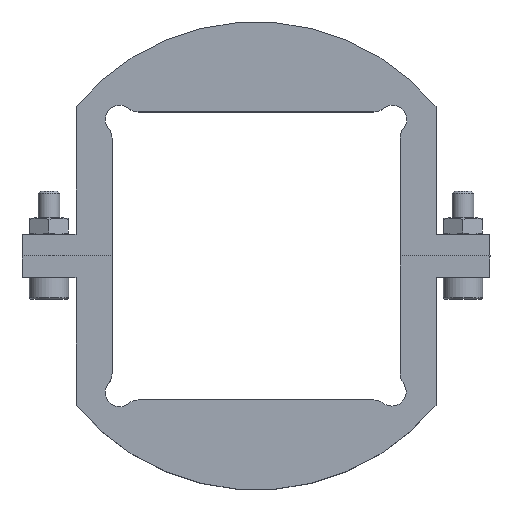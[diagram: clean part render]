
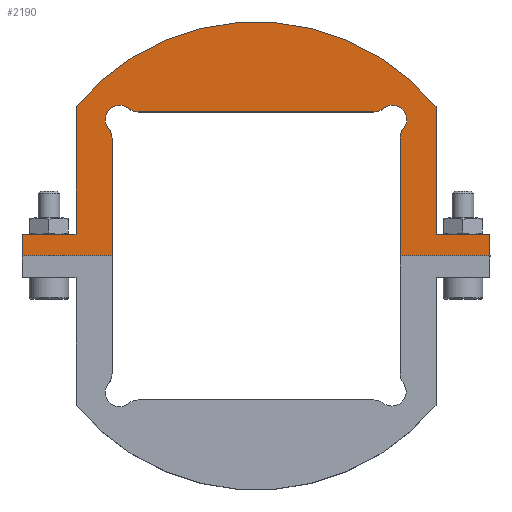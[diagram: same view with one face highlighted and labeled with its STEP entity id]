
A CAD part, top view. The second image highlights one B-rep face of the part: STEP entity #2190.
In plain terms, the highlighted planar face has unit normal (0, 0, 1).
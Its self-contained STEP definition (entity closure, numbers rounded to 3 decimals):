
#180=PLANE('',#2389);
#321=FACE_OUTER_BOUND('',#450,.T.);
#450=EDGE_LOOP('',(#1883,#1884,#1885,#1886,#1887,#1888,#1889,#1890,#1891,
#1892,#1893,#1894,#1895,#1896,#1897,#1898,#1899,#1900));
#546=LINE('',#5755,#687);
#550=LINE('',#6475,#691);
#556=LINE('',#6492,#697);
#565=LINE('',#6527,#706);
#570=LINE('',#6540,#711);
#572=LINE('',#6551,#713);
#574=LINE('',#6555,#715);
#577=LINE('',#6562,#718);
#579=LINE('',#6568,#720);
#687=VECTOR('',#2726,10.);
#691=VECTOR('',#2736,10.);
#697=VECTOR('',#2752,10.);
#706=VECTOR('',#2785,10.);
#711=VECTOR('',#2800,10.);
#713=VECTOR('',#2816,10.);
#715=VECTOR('',#2820,10.);
#718=VECTOR('',#2829,10.);
#720=VECTOR('',#2837,10.);
#790=CIRCLE('',#2355,2.);
#800=CIRCLE('',#2368,2.);
#801=CIRCLE('',#2371,2.);
#802=CIRCLE('',#2373,2.);
#803=CIRCLE('',#2376,2.);
#804=CIRCLE('',#2378,2.);
#805=CIRCLE('',#2380,32.5);
#806=CIRCLE('',#2384,32.5);
#807=CIRCLE('',#2387,32.5);
#971=VERTEX_POINT('',#5752);
#972=VERTEX_POINT('',#5754);
#975=VERTEX_POINT('',#6472);
#976=VERTEX_POINT('',#6474);
#977=VERTEX_POINT('',#6479);
#978=VERTEX_POINT('',#6480);
#982=VERTEX_POINT('',#6490);
#994=VERTEX_POINT('',#6520);
#995=VERTEX_POINT('',#6521);
#996=VERTEX_POINT('',#6526);
#997=VERTEX_POINT('',#6530);
#998=VERTEX_POINT('',#6534);
#999=VERTEX_POINT('',#6535);
#1000=VERTEX_POINT('',#6546);
#1001=VERTEX_POINT('',#6550);
#1002=VERTEX_POINT('',#6554);
#1003=VERTEX_POINT('',#6558);
#1004=VERTEX_POINT('',#6564);
#1252=EDGE_CURVE('',#972,#971,#546,.T.);
#1263=EDGE_CURVE('',#976,#975,#550,.T.);
#1265=EDGE_CURVE('',#977,#978,#790,.T.);
#1271=EDGE_CURVE('',#977,#982,#556,.T.);
#1286=EDGE_CURVE('',#994,#995,#800,.T.);
#1289=EDGE_CURVE('',#996,#995,#565,.T.);
#1291=EDGE_CURVE('',#996,#997,#801,.T.);
#1293=EDGE_CURVE('',#998,#999,#802,.T.);
#1296=EDGE_CURVE('',#971,#999,#570,.T.);
#1297=EDGE_CURVE('',#994,#978,#803,.T.);
#1298=EDGE_CURVE('',#998,#997,#804,.T.);
#1299=EDGE_CURVE('',#1000,#972,#805,.T.);
#1301=EDGE_CURVE('',#1001,#1000,#572,.T.);
#1303=EDGE_CURVE('',#1002,#1001,#574,.T.);
#1305=EDGE_CURVE('',#1003,#1002,#806,.T.);
#1307=EDGE_CURVE('',#975,#1003,#577,.T.);
#1308=EDGE_CURVE('',#1004,#976,#807,.T.);
#1310=EDGE_CURVE('',#982,#1004,#579,.T.);
#1883=ORIENTED_EDGE('',*,*,#1265,.F.);
#1884=ORIENTED_EDGE('',*,*,#1271,.T.);
#1885=ORIENTED_EDGE('',*,*,#1310,.T.);
#1886=ORIENTED_EDGE('',*,*,#1308,.T.);
#1887=ORIENTED_EDGE('',*,*,#1263,.T.);
#1888=ORIENTED_EDGE('',*,*,#1307,.T.);
#1889=ORIENTED_EDGE('',*,*,#1305,.T.);
#1890=ORIENTED_EDGE('',*,*,#1303,.T.);
#1891=ORIENTED_EDGE('',*,*,#1301,.T.);
#1892=ORIENTED_EDGE('',*,*,#1299,.T.);
#1893=ORIENTED_EDGE('',*,*,#1252,.T.);
#1894=ORIENTED_EDGE('',*,*,#1296,.T.);
#1895=ORIENTED_EDGE('',*,*,#1293,.F.);
#1896=ORIENTED_EDGE('',*,*,#1298,.T.);
#1897=ORIENTED_EDGE('',*,*,#1291,.F.);
#1898=ORIENTED_EDGE('',*,*,#1289,.T.);
#1899=ORIENTED_EDGE('',*,*,#1286,.F.);
#1900=ORIENTED_EDGE('',*,*,#1297,.T.);
#2190=ADVANCED_FACE('',(#321),#180,.T.);
#2355=AXIS2_PLACEMENT_3D('',#6481,#2742,#2743);
#2368=AXIS2_PLACEMENT_3D('',#6522,#2779,#2780);
#2371=AXIS2_PLACEMENT_3D('',#6531,#2789,#2790);
#2373=AXIS2_PLACEMENT_3D('',#6536,#2794,#2795);
#2376=AXIS2_PLACEMENT_3D('',#6542,#2803,#2804);
#2378=AXIS2_PLACEMENT_3D('',#6544,#2807,#2808);
#2380=AXIS2_PLACEMENT_3D('',#6547,#2811,#2812);
#2384=AXIS2_PLACEMENT_3D('',#6559,#2824,#2825);
#2387=AXIS2_PLACEMENT_3D('',#6565,#2832,#2833);
#2389=AXIS2_PLACEMENT_3D('',#6569,#2838,#2839);
#2726=DIRECTION('',(1.,0.,0.));
#2736=DIRECTION('',(-1.,0.,0.));
#2742=DIRECTION('center_axis',(0.,0.,-1.));
#2743=DIRECTION('ref_axis',(-0.939,0.343,0.));
#2752=DIRECTION('',(0.,-1.,0.));
#2779=DIRECTION('center_axis',(0.,0.,-1.));
#2780=DIRECTION('ref_axis',(0.343,-0.939,0.));
#2785=DIRECTION('',(1.,0.,0.));
#2789=DIRECTION('center_axis',(0.,0.,-1.));
#2790=DIRECTION('ref_axis',(-0.343,-0.939,0.));
#2794=DIRECTION('center_axis',(0.,0.,-1.));
#2795=DIRECTION('ref_axis',(0.939,0.343,0.));
#2800=DIRECTION('',(0.,1.,0.));
#2803=DIRECTION('center_axis',(0.,0.,-1.));
#2804=DIRECTION('ref_axis',(1.,0.,0.));
#2807=DIRECTION('center_axis',(0.,0.,-1.));
#2808=DIRECTION('ref_axis',(1.,0.,0.));
#2811=DIRECTION('center_axis',(0.,0.,1.));
#2812=DIRECTION('ref_axis',(1.,0.,0.));
#2816=DIRECTION('',(-1.,0.,0.));
#2820=DIRECTION('',(0.,-1.,0.));
#2824=DIRECTION('center_axis',(0.,0.,1.));
#2825=DIRECTION('ref_axis',(1.,0.,0.));
#2829=DIRECTION('',(0.,1.,0.));
#2832=DIRECTION('center_axis',(0.,0.,1.));
#2833=DIRECTION('ref_axis',(1.,0.,0.));
#2837=DIRECTION('',(1.,0.,0.));
#2838=DIRECTION('center_axis',(0.,0.,1.));
#2839=DIRECTION('ref_axis',(1.,0.,0.));
#5752=CARTESIAN_POINT('',(-20.,0.,12.));
#5754=CARTESIAN_POINT('',(-32.5,0.,12.));
#5755=CARTESIAN_POINT('',(-32.5,0.,12.));
#6472=CARTESIAN_POINT('',(25.,3.,12.));
#6474=CARTESIAN_POINT('',(32.361,3.,12.));
#6475=CARTESIAN_POINT('',(25.,3.,12.));
#6479=CARTESIAN_POINT('',(20.,16.364,12.));
#6480=CARTESIAN_POINT('',(20.47,17.652,12.));
#6481=CARTESIAN_POINT('Origin',(22.,16.364,12.));
#6490=CARTESIAN_POINT('',(20.,0.,12.));
#6492=CARTESIAN_POINT('',(20.,20.,12.));
#6520=CARTESIAN_POINT('',(17.652,20.47,12.));
#6521=CARTESIAN_POINT('',(16.364,20.,12.));
#6522=CARTESIAN_POINT('Origin',(16.364,22.,12.));
#6526=CARTESIAN_POINT('',(-16.364,20.,12.));
#6527=CARTESIAN_POINT('',(-20.,20.,12.));
#6530=CARTESIAN_POINT('',(-17.652,20.47,12.));
#6531=CARTESIAN_POINT('Origin',(-16.364,22.,12.));
#6534=CARTESIAN_POINT('',(-20.47,17.652,12.));
#6535=CARTESIAN_POINT('',(-20.,16.364,12.));
#6536=CARTESIAN_POINT('Origin',(-22.,16.364,12.));
#6540=CARTESIAN_POINT('',(-20.,-20.,12.));
#6542=CARTESIAN_POINT('Origin',(18.939,18.939,12.));
#6544=CARTESIAN_POINT('Origin',(-18.939,18.939,12.));
#6546=CARTESIAN_POINT('',(-32.361,3.,12.));
#6547=CARTESIAN_POINT('Origin',(0.,0.,12.));
#6550=CARTESIAN_POINT('',(-25.,3.,12.));
#6551=CARTESIAN_POINT('',(-25.,3.,12.));
#6554=CARTESIAN_POINT('',(-25.,20.767,12.));
#6555=CARTESIAN_POINT('',(-25.,20.767,12.));
#6558=CARTESIAN_POINT('',(25.,20.767,12.));
#6559=CARTESIAN_POINT('Origin',(0.,0.,12.));
#6562=CARTESIAN_POINT('',(25.,20.767,12.));
#6564=CARTESIAN_POINT('',(32.5,0.,12.));
#6565=CARTESIAN_POINT('Origin',(0.,0.,12.));
#6568=CARTESIAN_POINT('',(-32.5,0.,12.));
#6569=CARTESIAN_POINT('Origin',(0.,16.25,12.));
